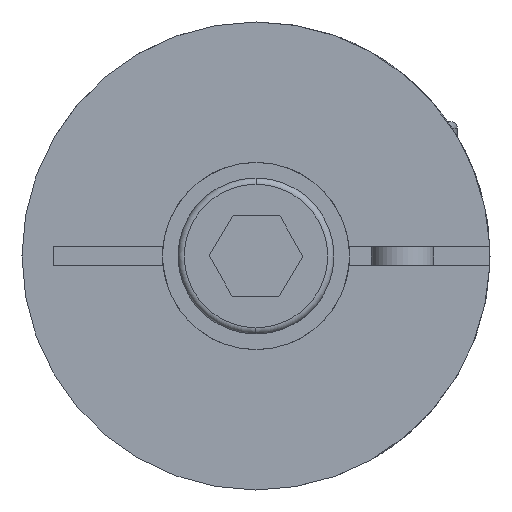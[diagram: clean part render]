
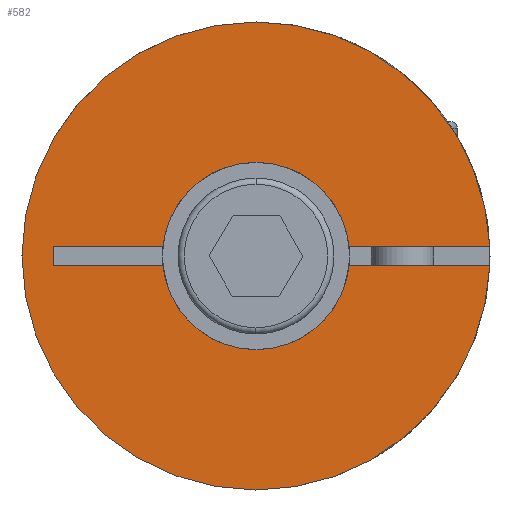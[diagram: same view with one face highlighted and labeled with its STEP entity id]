
A CAD part, left-side view. The second image highlights one B-rep face of the part: STEP entity #582.
In plain terms, the highlighted planar face has unit normal (-1, 0, 0).
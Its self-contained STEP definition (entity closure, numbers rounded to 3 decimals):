
#582=ADVANCED_FACE('',(#1240),#1241,.T.);
#1240=FACE_OUTER_BOUND('',#2030,.T.);
#1241=PLANE('',#2031);
#2030=EDGE_LOOP('',(#3358,#3359,#3360,#3361,#3362,#3363,#3364,#3365,#3366,#3367,#3368,#3369));
#2031=AXIS2_PLACEMENT_3D('',#3370,#3371,#3372);
#3358=ORIENTED_EDGE('',*,*,#4003,.T.);
#3359=ORIENTED_EDGE('',*,*,#3886,.T.);
#3360=ORIENTED_EDGE('',*,*,#4010,.F.);
#3361=ORIENTED_EDGE('',*,*,#4089,.F.);
#3362=ORIENTED_EDGE('',*,*,#4016,.T.);
#3363=ORIENTED_EDGE('',*,*,#3889,.T.);
#3364=ORIENTED_EDGE('',*,*,#4001,.T.);
#3365=ORIENTED_EDGE('',*,*,#4024,.F.);
#3366=ORIENTED_EDGE('',*,*,#3796,.T.);
#3367=ORIENTED_EDGE('',*,*,#4084,.T.);
#3368=ORIENTED_EDGE('',*,*,#3806,.T.);
#3369=ORIENTED_EDGE('',*,*,#4020,.T.);
#3370=CARTESIAN_POINT('',(0.0,-7.5,0.0));
#3371=DIRECTION('',(-1.0,0.0,0.0));
#3372=DIRECTION('',(0.0,-1.0,0.0));
#3796=EDGE_CURVE('',#4442,#4439,#4443,.T.);
#3806=EDGE_CURVE('',#4450,#4458,#4460,.T.);
#3886=EDGE_CURVE('',#4574,#4582,#4584,.T.);
#3889=EDGE_CURVE('',#4589,#4586,#4590,.T.);
#4001=EDGE_CURVE('',#4586,#4751,#4753,.T.);
#4003=EDGE_CURVE('',#4755,#4574,#4756,.T.);
#4010=EDGE_CURVE('',#4764,#4582,#4766,.T.);
#4016=EDGE_CURVE('',#4773,#4589,#4774,.T.);
#4020=EDGE_CURVE('',#4458,#4755,#4779,.T.);
#4024=EDGE_CURVE('',#4442,#4751,#4783,.T.);
#4084=EDGE_CURVE('',#4439,#4450,#4843,.T.);
#4089=EDGE_CURVE('',#4773,#4764,#4849,.T.);
#4439=VERTEX_POINT('',#5328);
#4442=VERTEX_POINT('',#5332);
#4443=CIRCLE('',#5333,7.5);
#4450=VERTEX_POINT('',#5368);
#4458=VERTEX_POINT('',#5378);
#4460=CIRCLE('',#5381,7.5);
#4574=VERTEX_POINT('',#5497);
#4582=VERTEX_POINT('',#5507);
#4584=CIRCLE('',#5510,3.0);
#4586=VERTEX_POINT('',#5512);
#4589=VERTEX_POINT('',#5516);
#4590=CIRCLE('',#5517,3.0);
#4751=VERTEX_POINT('',#5787);
#4753=CIRCLE('',#5790,3.0);
#4755=VERTEX_POINT('',#5792);
#4756=CIRCLE('',#5793,3.0);
#4764=VERTEX_POINT('',#5803);
#4766=LINE('',#5806,#5807);
#4773=VERTEX_POINT('',#5816);
#4774=LINE('',#5817,#5818);
#4779=LINE('',#5825,#5826);
#4783=LINE('',#5831,#5832);
#4843=CIRCLE('',#5892,7.5);
#4849=LINE('',#5900,#5901);
#5328=CARTESIAN_POINT('',(0.0,0.,7.5));
#5332=CARTESIAN_POINT('',(0.0,-7.494,0.3));
#5333=AXIS2_PLACEMENT_3D('',#6406,#6407,#6408);
#5368=CARTESIAN_POINT('',(0.0,0.,-7.5));
#5378=CARTESIAN_POINT('',(0.0,-7.494,-0.3));
#5381=AXIS2_PLACEMENT_3D('',#6422,#6423,#6424);
#5497=CARTESIAN_POINT('',(0.0,0.,-3.0));
#5507=CARTESIAN_POINT('',(0.0,2.985,-0.3));
#5510=AXIS2_PLACEMENT_3D('',#6595,#6596,#6597);
#5512=CARTESIAN_POINT('',(0.0,0.,3.0));
#5516=CARTESIAN_POINT('',(0.0,2.985,0.3));
#5517=AXIS2_PLACEMENT_3D('',#6599,#6600,#6601);
#5787=CARTESIAN_POINT('',(0.0,-2.985,0.3));
#5790=AXIS2_PLACEMENT_3D('',#6742,#6743,#6744);
#5792=CARTESIAN_POINT('',(0.0,-2.985,-0.3));
#5793=AXIS2_PLACEMENT_3D('',#6745,#6746,#6747);
#5803=CARTESIAN_POINT('',(0.0,6.5,-0.3));
#5806=CARTESIAN_POINT('',(0.0,6.5,-0.3));
#5807=VECTOR('',#6757,5.03);
#5816=CARTESIAN_POINT('',(0.0,6.5,0.3));
#5817=CARTESIAN_POINT('',(0.,6.5,0.3));
#5818=VECTOR('',#6763,5.03);
#5825=CARTESIAN_POINT('',(0.,-7.494,-0.3));
#5826=VECTOR('',#6766,6.024);
#5831=CARTESIAN_POINT('',(0.0,-7.494,0.3));
#5832=VECTOR('',#6771,6.024);
#5892=AXIS2_PLACEMENT_3D('',#6835,#6836,#6837);
#5900=CARTESIAN_POINT('',(0.0,6.5,0.3));
#5901=VECTOR('',#6843,0.6);
#6406=CARTESIAN_POINT('',(0.0,0.,0.0));
#6407=DIRECTION('',(-1.0,0.0,0.0));
#6408=DIRECTION('',(0.0,0.0,-1.0));
#6422=CARTESIAN_POINT('',(0.0,0.,0.0));
#6423=DIRECTION('',(-1.0,0.0,0.0));
#6424=DIRECTION('',(0.0,0.0,-1.0));
#6595=CARTESIAN_POINT('',(0.0,0.0,0.0));
#6596=DIRECTION('',(1.0,-0.0,0.0));
#6597=DIRECTION('',(0.0,0.0,-1.0));
#6599=CARTESIAN_POINT('',(0.0,0.0,0.0));
#6600=DIRECTION('',(1.0,-0.0,0.0));
#6601=DIRECTION('',(0.0,0.0,-1.0));
#6742=CARTESIAN_POINT('',(0.0,0.0,0.0));
#6743=DIRECTION('',(1.0,-0.0,0.0));
#6744=DIRECTION('',(0.0,0.0,-1.0));
#6745=CARTESIAN_POINT('',(0.0,0.0,0.0));
#6746=DIRECTION('',(1.0,-0.0,0.0));
#6747=DIRECTION('',(0.0,0.0,-1.0));
#6757=DIRECTION('',(0.0,-1.0,0.0));
#6763=DIRECTION('',(0.0,-1.0,0.0));
#6766=DIRECTION('',(0.0,1.0,0.0));
#6771=DIRECTION('',(0.0,1.0,0.0));
#6835=CARTESIAN_POINT('',(0.0,0.,0.0));
#6836=DIRECTION('',(-1.0,0.0,0.0));
#6837=DIRECTION('',(0.0,0.0,-1.0));
#6843=DIRECTION('',(0.0,0.0,-1.0));
